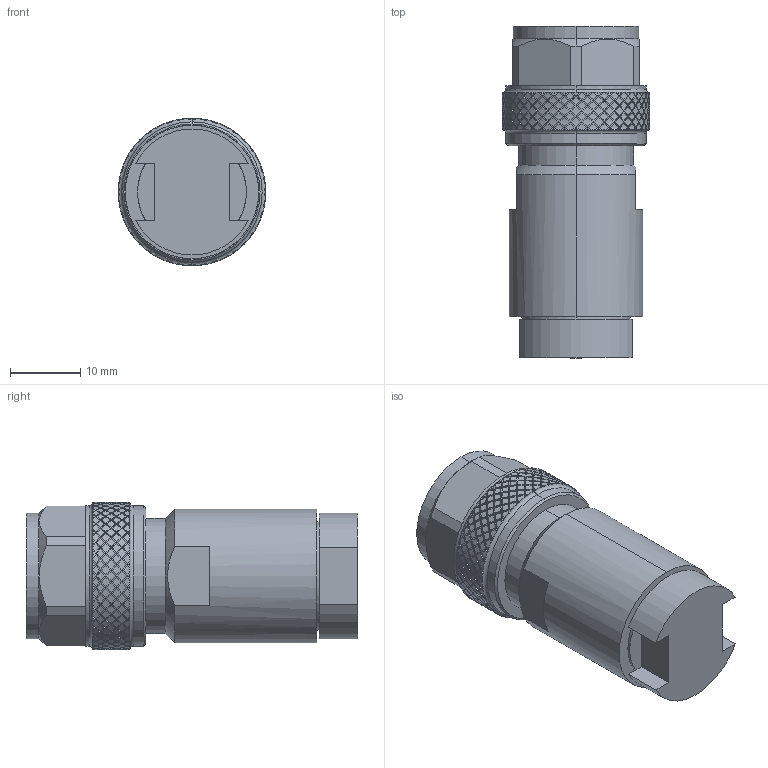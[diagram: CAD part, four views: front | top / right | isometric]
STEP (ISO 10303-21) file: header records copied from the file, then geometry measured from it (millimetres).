
FILE_DESCRIPTION((''),'2;1');
FILE_NAME('2','2021-08-11T',('Administrator'),(''),'PRO/ENGINEER BY PARAMETRIC TECHNOLOGY CORPORATION, 2012090','PRO/ENGINEER BY PARAMETRIC TECHNOLOGY CORPORATION, 2012090','');
FILE_SCHEMA(('CONFIG_CONTROL_DESIGN'));
Products named in the file (1): 2
Bounding box: 21 x 47.3 x 21 mm (x, y, z)
Volume: 11219.5 mm3; surface area: 4965.8 mm2
Topology: 1 solids, 1 shells, 2390 faces, 5715 edges, 3334 vertices
Faces by surface type: bspline 1924, cylinder 397, plane 53, cone 10, torus 4, sphere 2
Entity records: 119427 total; most frequent: CARTESIAN_POINT 80063, ORIENTED_EDGE 11430, EDGE_CURVE 5715, B_SPLINE_CURVE_WITH_KNOTS 4764, VERTEX_POINT 3334, EDGE_LOOP 2397, FACE_OUTER_BOUND 2390, ADVANCED_FACE 2390
